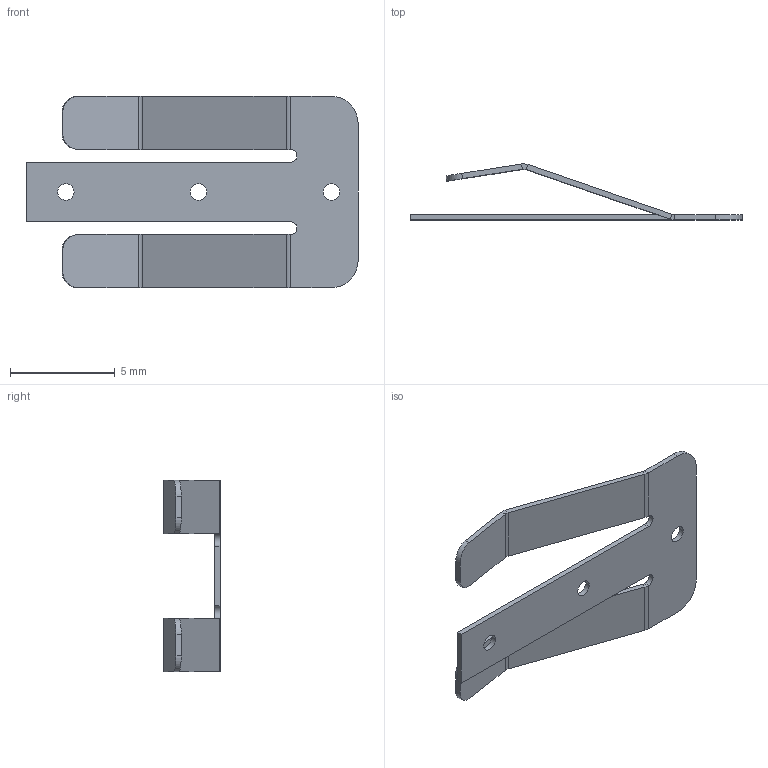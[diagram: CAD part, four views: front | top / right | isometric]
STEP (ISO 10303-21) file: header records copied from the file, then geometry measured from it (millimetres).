
FILE_DESCRIPTION(('FreeCAD Model'),'2;1');
FILE_NAME('2993.step', '2018-01-28T13:46:34',('kicad StepUp'),('ksu MCAD'), 'Open CASCADE STEP processor 6.8','FreeCAD','Unknown');
FILE_SCHEMA(('AUTOMOTIVE_DESIGN_CC2 { 1 2 10303 214 -1 1 5 4 }'));
Length unit declared in the file: millimetre
Products named in the file (2): ASSEMBLY; 2993
Assembly tree (1 placements, depth 2):
  ASSEMBLY
    2993
Bounding box: 15.88 x 2.68 x 9.14 mm (x, y, z)
Volume: 30.5 mm3; surface area: 266.1 mm2
Topology: 1 solids, 1 shells, 56 faces, 130 edges, 76 vertices
Faces by surface type: plane 34, cylinder 22
Entity records: 5353 total; most frequent: CARTESIAN_POINT 2864, DIRECTION 424, ORIENTED_EDGE 260, PCURVE 260, DEFINITIONAL_REPRESENTATION 260, LINE 214, VECTOR 214, EDGE_CURVE 130
